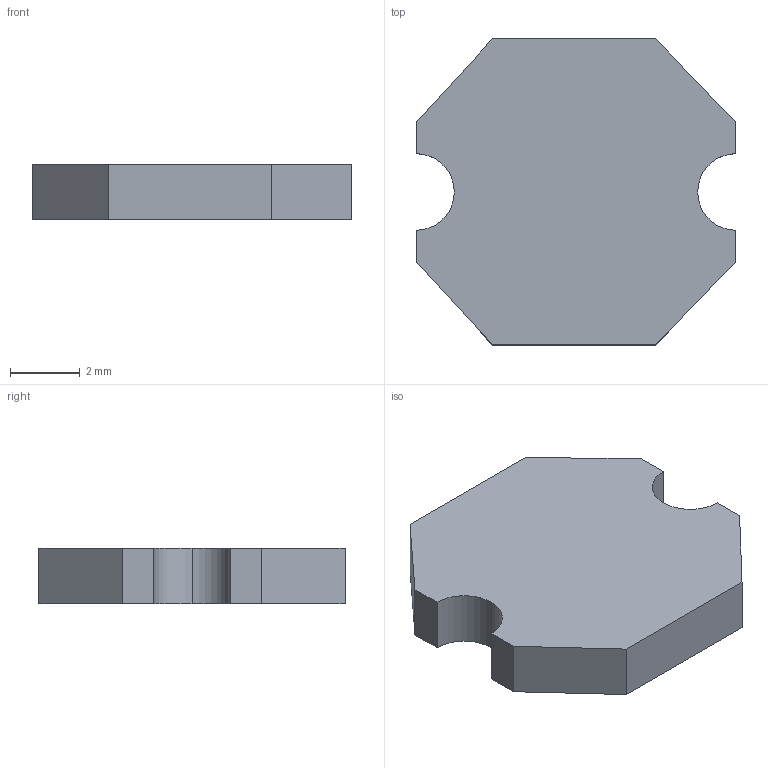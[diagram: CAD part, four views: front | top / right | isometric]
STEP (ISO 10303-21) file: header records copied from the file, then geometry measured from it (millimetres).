
FILE_DESCRIPTION(('KiCad electronic assembly'),'2;1');
FILE_NAME('TouchPointV1.step','2020-05-09T16:08:37',('An Author'),( 'A Company'),'Open CASCADE STEP processor 7.3', 'KiCad to STEP converter','Unknown');
FILE_SCHEMA(('AUTOMOTIVE_DESIGN { 1 0 10303 214 1 1 1 1 }'));
Length unit declared in the file: millimetre
Products named in the file (2): Open CASCADE STEP translator 7.3 1; COMPOUND
Assembly tree (1 placements, depth 2):
  Open CASCADE STEP translator 7.3 1
    COMPOUND
Bounding box: 9.2 x 8.8 x 1.6 mm (x, y, z)
Volume: 106.2 mm3; surface area: 185.6 mm2
Topology: 1 solids, 1 shells, 15 faces, 39 edges, 26 vertices
Faces by surface type: plane 12, cylinder 3
Entity records: 1005 total; most frequent: CARTESIAN_POINT 168, DIRECTION 149, LINE 97, VECTOR 97, ORIENTED_EDGE 78, PCURVE 78, DEFINITIONAL_REPRESENTATION 78, EDGE_CURVE 39
